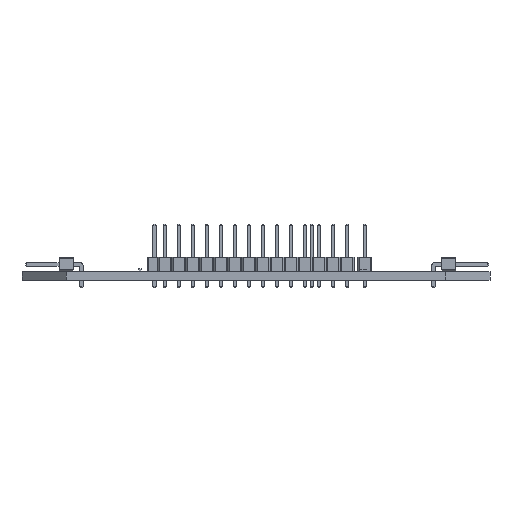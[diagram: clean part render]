
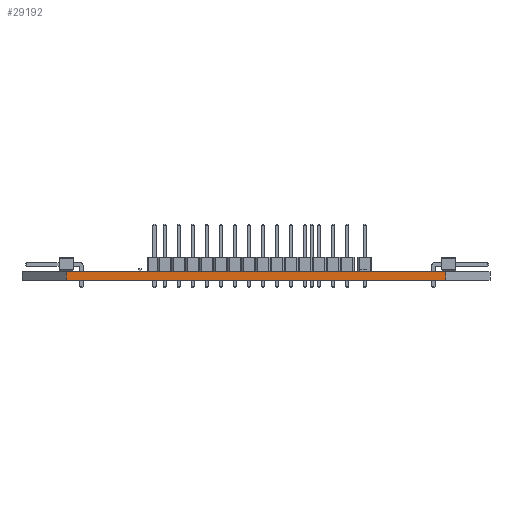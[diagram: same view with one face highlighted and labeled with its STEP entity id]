
A CAD part, left-side view. The second image highlights one B-rep face of the part: STEP entity #29192.
In plain terms, the highlighted planar face has unit normal (-1, 0, 0).
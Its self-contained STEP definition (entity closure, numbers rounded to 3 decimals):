
#25389 = VERTEX_POINT('',#25390);
#25390 = CARTESIAN_POINT('',(52.261,-39.132,0.));
#25396 = EDGE_CURVE('',#25397,#25389,#25399,.T.);
#25397 = VERTEX_POINT('',#25398);
#25398 = CARTESIAN_POINT('',(52.261,-107.892,0.));
#25399 = LINE('',#25400,#25401);
#25400 = CARTESIAN_POINT('',(52.261,-107.892,0.));
#25401 = VECTOR('',#25402,1.);
#25402 = DIRECTION('',(0.,1.,0.));
#27264 = VERTEX_POINT('',#27265);
#27265 = CARTESIAN_POINT('',(52.261,-39.132,1.6));
#27271 = EDGE_CURVE('',#27272,#27264,#27274,.T.);
#27272 = VERTEX_POINT('',#27273);
#27273 = CARTESIAN_POINT('',(52.261,-107.892,1.6));
#27274 = LINE('',#27275,#27276);
#27275 = CARTESIAN_POINT('',(52.261,-107.892,1.6));
#27276 = VECTOR('',#27277,1.);
#27277 = DIRECTION('',(0.,1.,0.));
#29162 = EDGE_CURVE('',#25389,#27264,#29163,.T.);
#29163 = LINE('',#29164,#29165);
#29164 = CARTESIAN_POINT('',(52.261,-39.132,0.));
#29165 = VECTOR('',#29166,1.);
#29166 = DIRECTION('',(0.,0.,1.));
#29181 = EDGE_CURVE('',#25397,#27272,#29182,.T.);
#29182 = LINE('',#29183,#29184);
#29183 = CARTESIAN_POINT('',(52.261,-107.892,0.));
#29184 = VECTOR('',#29185,1.);
#29185 = DIRECTION('',(0.,0.,1.));
#29192 = ADVANCED_FACE('',(#29193),#29199,.T.);
#29193 = FACE_BOUND('',#29194,.T.);
#29194 = EDGE_LOOP('',(#29195,#29196,#29197,#29198));
#29195 = ORIENTED_EDGE('',*,*,#29181,.T.);
#29196 = ORIENTED_EDGE('',*,*,#27271,.T.);
#29197 = ORIENTED_EDGE('',*,*,#29162,.F.);
#29198 = ORIENTED_EDGE('',*,*,#25396,.F.);
#29199 = PLANE('',#29200);
#29200 = AXIS2_PLACEMENT_3D('',#29201,#29202,#29203);
#29201 = CARTESIAN_POINT('',(52.261,-107.892,0.));
#29202 = DIRECTION('',(-1.,0.,0.));
#29203 = DIRECTION('',(0.,1.,0.));
